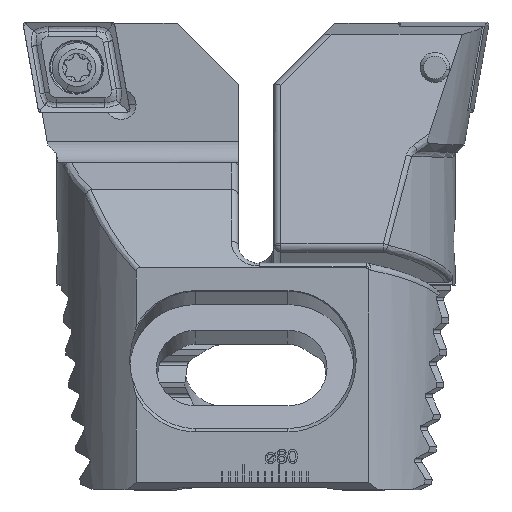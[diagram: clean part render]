
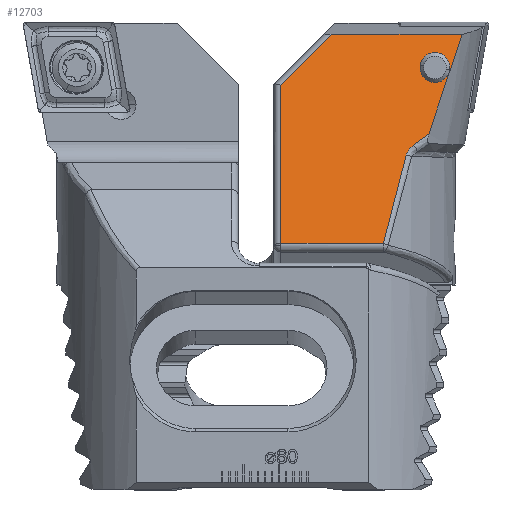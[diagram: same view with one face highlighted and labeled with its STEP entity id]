
A CAD part, top view. The second image highlights one B-rep face of the part: STEP entity #12703.
In plain terms, the highlighted face is planar.
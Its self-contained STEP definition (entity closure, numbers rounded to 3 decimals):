
#519 = VERTEX_POINT ( 'NONE', #3330 ) ;
#520 = VERTEX_POINT ( 'NONE', #3329 ) ;
#521 = VERTEX_POINT ( 'NONE', #3328 ) ;
#522 = VERTEX_POINT ( 'NONE', #3327 ) ;
#524 = VERTEX_POINT ( 'NONE', #3325 ) ;
#525 = VERTEX_POINT ( 'NONE', #3324 ) ;
#526 = VERTEX_POINT ( 'NONE', #3323 ) ;
#531 = VERTEX_POINT ( 'NONE', #3318 ) ;
#3142 = CARTESIAN_POINT ( 'NONE',  ( 5.477, -6.423, -14.308 ) ) ;
#3150 = CARTESIAN_POINT ( 'NONE',  ( 9.677, -6.423, -14.308 ) ) ;
#3318 = CARTESIAN_POINT ( 'NONE',  ( 10.593, -17.341, -17.233 ) ) ;
#3323 = CARTESIAN_POINT ( 'NONE',  ( 8.437, -15.816, -16.825 ) ) ;
#3324 = CARTESIAN_POINT ( 'NONE',  ( 22.075, -1.765, -13.06 ) ) ;
#3325 = CARTESIAN_POINT ( 'NONE',  ( 3.755, -1.765, -13.06 ) ) ;
#3327 = CARTESIAN_POINT ( 'NONE',  ( 29.25, -8.939, -14.982 ) ) ;
#3328 = CARTESIAN_POINT ( 'NONE',  ( 29.25, -31.179, -20.941 ) ) ;
#3329 = CARTESIAN_POINT ( 'NONE',  ( 14.836, -31.179, -20.941 ) ) ;
#3330 = CARTESIAN_POINT ( 'NONE',  ( 11.631, -18.755, -17.612 ) ) ;
#3573 = AXIS2_PLACEMENT_3D ( 'NONE', #5275, #5284, #5286 ) ;
#3738 = FACE_BOUND ( 'NONE', #12977, .T. ) ;
#3741 = FACE_OUTER_BOUND ( 'NONE', #12973, .T. ) ;
#3987 = LINE ( 'NONE', #6736, #3992 ) ;
#3990 = LINE ( 'NONE', #6733, #3994 ) ;
#3992 = VECTOR ( 'NONE', #6738, 1000. ) ;
#3993 = LINE ( 'NONE', #6740, #3996 ) ;
#3994 = VECTOR ( 'NONE', #6739, 1000. ) ;
#3995 = LINE ( 'NONE', #6742, #3997 ) ;
#3996 = VECTOR ( 'NONE', #6741, 1000. ) ;
#3997 = VECTOR ( 'NONE', #6743, 1000. ) ;
#5275 = CARTESIAN_POINT ( 'NONE',  ( 65.15, -0.912, -12.831 ) ) ;
#5279 = PLANE ( 'NONE',  #3573 ) ;
#5284 = DIRECTION ( 'NONE',  ( 0., -0.259, 0.966 ) ) ;
#5286 = DIRECTION ( 'NONE',  ( 0., -0.966, -0.259 ) ) ;
#6716 = CARTESIAN_POINT ( 'NONE',  ( 9.677, -2.223, -13.182 ) ) ;
#6722 = CARTESIAN_POINT ( 'NONE',  ( 9.677, -6.423, -14.308 ) ) ;
#6724 = CARTESIAN_POINT ( 'NONE',  ( 10.593, -17.341, -17.233 ) ) ;
#6725 = CARTESIAN_POINT ( 'NONE',  ( 8.437, -15.816, -16.825 ) ) ;
#6726 = CARTESIAN_POINT ( 'NONE',  ( 9.868, -16.842, -17.099 ) ) ;
#6727 = CARTESIAN_POINT ( 'NONE',  ( 5.477, -2.223, -13.182 ) ) ;
#6728 = CARTESIAN_POINT ( 'NONE',  ( 5.477, -6.423, -14.308 ) ) ;
#6729 = CARTESIAN_POINT ( 'NONE',  ( 6.82, -11.332, -15.623 ) ) ;
#6730 = CARTESIAN_POINT ( 'NONE',  ( 9.149, -16.333, -16.963 ) ) ;
#6731 = CARTESIAN_POINT ( 'NONE',  ( 8.437, -15.816, -16.825 ) ) ;
#6732 = CARTESIAN_POINT ( 'NONE',  ( 13.672, -27.392, -19.926 ) ) ;
#6733 = CARTESIAN_POINT ( 'NONE',  ( 42.425, -22.115, -18.512 ) ) ;
#6734 = CARTESIAN_POINT ( 'NONE',  ( 5.256, -6.64, -14.366 ) ) ;
#6735 = CARTESIAN_POINT ( 'NONE',  ( 3.755, -1.765, -13.06 ) ) ;
#6736 = CARTESIAN_POINT ( 'NONE',  ( 65.15, -1.765, -13.06 ) ) ;
#6737 = CARTESIAN_POINT ( 'NONE',  ( 14.836, -31.179, -20.941 ) ) ;
#6738 = DIRECTION ( 'NONE',  ( -1., 0., 0. ) ) ;
#6739 = DIRECTION ( 'NONE',  ( 0.695, -0.695, -0.186 ) ) ;
#6740 = CARTESIAN_POINT ( 'NONE',  ( 29.25, -0.912, -12.831 ) ) ;
#6741 = DIRECTION ( 'NONE',  ( 0., -0.966, -0.259 ) ) ;
#6742 = CARTESIAN_POINT ( 'NONE',  ( 65.15, -31.179, -20.941 ) ) ;
#6743 = DIRECTION ( 'NONE',  ( -1., 0., 0. ) ) ;
#6744 = CARTESIAN_POINT ( 'NONE',  ( 10.844, -17.514, -17.28 ) ) ;
#6745 = CARTESIAN_POINT ( 'NONE',  ( 10.593, -17.341, -17.233 ) ) ;
#6746 = CARTESIAN_POINT ( 'NONE',  ( 12.601, -23.24, -18.814 ) ) ;
#6747 = CARTESIAN_POINT ( 'NONE',  ( 11.631, -18.755, -17.612 ) ) ;
#6751 = CARTESIAN_POINT ( 'NONE',  ( 11.067, -17.719, -17.335 ) ) ;
#6752 = CARTESIAN_POINT ( 'NONE',  ( 11.339, -18.075, -17.43 ) ) ;
#6753 = CARTESIAN_POINT ( 'NONE',  ( 11.419, -18.204, -17.464 ) ) ;
#6754 = CARTESIAN_POINT ( 'NONE',  ( 11.549, -18.47, -17.536 ) ) ;
#6755 = CARTESIAN_POINT ( 'NONE',  ( 11.599, -18.609, -17.573 ) ) ;
#6756 = CARTESIAN_POINT ( 'NONE',  ( 11.631, -18.755, -17.612 ) ) ;
#7311 = CARTESIAN_POINT ( 'NONE',  ( 5.477, -10.623, -15.433 ) ) ;
#7314 = CARTESIAN_POINT ( 'NONE',  ( 5.477, -6.423, -14.308 ) ) ;
#7316 = CARTESIAN_POINT ( 'NONE',  ( 9.677, -10.623, -15.433 ) ) ;
#7317 = CARTESIAN_POINT ( 'NONE',  ( 9.677, -6.423, -14.308 ) ) ;
#9126 = VERTEX_POINT ( 'NONE', #3150 ) ;
#9134 = VERTEX_POINT ( 'NONE', #3142 ) ;
#9723 =( BOUNDED_CURVE ( )  B_SPLINE_CURVE ( 3, ( #7314, #7311, #7316, #7317 ),
 .UNSPECIFIED., .F., .F. ) 
 B_SPLINE_CURVE_WITH_KNOTS ( ( 4, 4 ),
 ( 1.571, 4.712 ),
 .UNSPECIFIED. ) 
 CURVE ( )  GEOMETRIC_REPRESENTATION_ITEM ( )  RATIONAL_B_SPLINE_CURVE ( ( 1., 0.333, 0.333, 1. ) ) 
 REPRESENTATION_ITEM ( '' )  );
#10355 = ORIENTED_EDGE ( 'NONE', *, *, #13617, .T. ) ;
#10356 = ORIENTED_EDGE ( 'NONE', *, *, #13739, .T. ) ;
#10357 = ORIENTED_EDGE ( 'NONE', *, *, #13618, .T. ) ;
#10358 = ORIENTED_EDGE ( 'NONE', *, *, #13619, .T. ) ;
#10359 = ORIENTED_EDGE ( 'NONE', *, *, #13620, .F. ) ;
#10360 = ORIENTED_EDGE ( 'NONE', *, *, #13621, .T. ) ;
#10361 = ORIENTED_EDGE ( 'NONE', *, *, #13622, .T. ) ;
#10362 = ORIENTED_EDGE ( 'NONE', *, *, #13623, .T. ) ;
#10363 = ORIENTED_EDGE ( 'NONE', *, *, #13624, .T. ) ;
#10364 = ORIENTED_EDGE ( 'NONE', *, *, #13625, .F. ) ;
#10824 = B_SPLINE_CURVE_WITH_KNOTS ( 'NONE', 3,
 ( #6724, #6726, #6730, #6731 ),
 .UNSPECIFIED., .F., .F.,
 ( 4, 4 ),
 ( 0., 0.003 ),
 .UNSPECIFIED. ) ;
#10829 = B_SPLINE_CURVE_WITH_KNOTS ( 'NONE', 3,
 ( #6745, #6744, #6751, #6752, #6753, #6754, #6755, #6756 ),
 .UNSPECIFIED., .F., .F.,
 ( 4, 2, 2, 4 ),
 ( 0., 0.001, 0.001, 0.002 ),
 .UNSPECIFIED. ) ;
#10858 =( BOUNDED_CURVE ( )  B_SPLINE_CURVE ( 3, ( #6725, #6729, #6734, #6735 ),
 .UNSPECIFIED., .F., .F. ) 
 B_SPLINE_CURVE_WITH_KNOTS ( ( 4, 4 ),
 ( 4.164, 4.308 ),
 .UNSPECIFIED. ) 
 CURVE ( )  GEOMETRIC_REPRESENTATION_ITEM ( )  RATIONAL_B_SPLINE_CURVE ( ( 1., 0.998, 0.998, 1. ) ) 
 REPRESENTATION_ITEM ( '' )  );
#11026 =( BOUNDED_CURVE ( )  B_SPLINE_CURVE ( 3, ( #6722, #6716, #6727, #6728 ),
 .UNSPECIFIED., .F., .F. ) 
 B_SPLINE_CURVE_WITH_KNOTS ( ( 4, 4 ),
 ( 4.712, 7.854 ),
 .UNSPECIFIED. ) 
 CURVE ( )  GEOMETRIC_REPRESENTATION_ITEM ( )  RATIONAL_B_SPLINE_CURVE ( ( 1., 0.333, 0.333, 1. ) ) 
 REPRESENTATION_ITEM ( '' )  );
#11055 =( BOUNDED_CURVE ( )  B_SPLINE_CURVE ( 3, ( #6737, #6732, #6746, #6747 ),
 .UNSPECIFIED., .F., .F. ) 
 B_SPLINE_CURVE_WITH_KNOTS ( ( 4, 4 ),
 ( 3.859, 4.033 ),
 .UNSPECIFIED. ) 
 CURVE ( )  GEOMETRIC_REPRESENTATION_ITEM ( )  RATIONAL_B_SPLINE_CURVE ( ( 1., 0.997, 0.997, 1. ) ) 
 REPRESENTATION_ITEM ( '' )  );
#12703 = ADVANCED_FACE ( 'NONE', ( #3738, #3741 ), #5279, .F. ) ;
#12973 = EDGE_LOOP ( 'NONE', ( #10357, #10358, #10359, #10360, #10361, #10362, #10363, #10364 ) ) ;
#12977 = EDGE_LOOP ( 'NONE', ( #10355, #10356 ) ) ;
#13617 = EDGE_CURVE ( 'NONE', #9126, #9134, #11026, .T. ) ;
#13618 = EDGE_CURVE ( 'NONE', #531, #526, #10824, .T. ) ;
#13619 = EDGE_CURVE ( 'NONE', #526, #524, #10858, .T. ) ;
#13620 = EDGE_CURVE ( 'NONE', #525, #524, #3987, .T. ) ;
#13621 = EDGE_CURVE ( 'NONE', #525, #522, #3990, .T. ) ;
#13622 = EDGE_CURVE ( 'NONE', #522, #521, #3993, .T. ) ;
#13623 = EDGE_CURVE ( 'NONE', #521, #520, #3995, .T. ) ;
#13624 = EDGE_CURVE ( 'NONE', #520, #519, #11055, .T. ) ;
#13625 = EDGE_CURVE ( 'NONE', #531, #519, #10829, .T. ) ;
#13739 = EDGE_CURVE ( 'NONE', #9134, #9126, #9723, .T. ) ;
